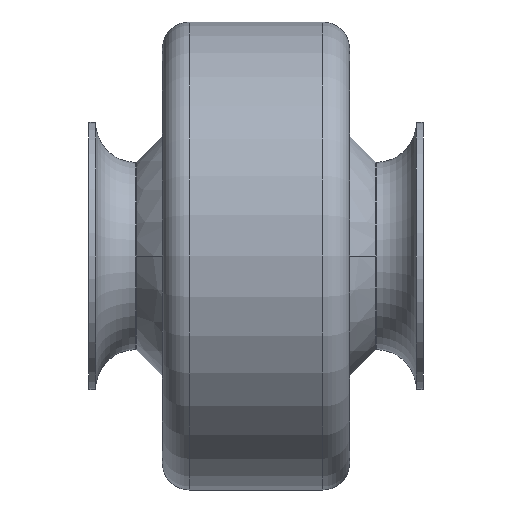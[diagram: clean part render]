
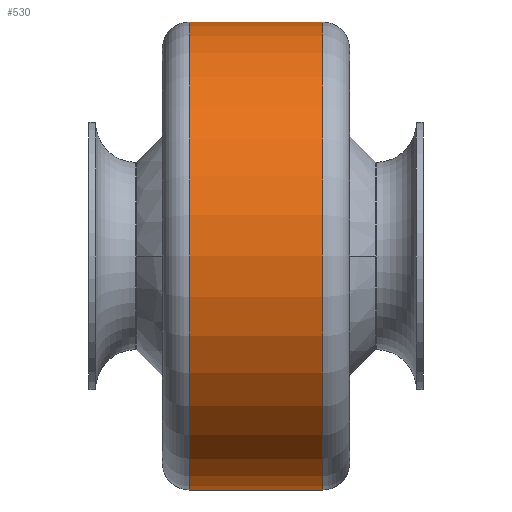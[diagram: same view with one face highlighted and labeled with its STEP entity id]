
A CAD part, left-side view. The second image highlights one B-rep face of the part: STEP entity #530.
In plain terms, the highlighted cylindrical face has radius 4.445 mm (diameter 8.89 mm), a partial arc.
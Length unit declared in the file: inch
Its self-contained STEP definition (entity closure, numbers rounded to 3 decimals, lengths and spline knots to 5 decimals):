
#107 = CARTESIAN_POINT ( 'NONE',  ( 0., -0.07, -0.175 ) ) ;
#117 = EDGE_CURVE ( 'NONE', #538, #639, #863, .T. ) ;
#130 = CIRCLE ( 'NONE', #739, 0.175 ) ;
#154 = EDGE_CURVE ( 'NONE', #1473, #1471, #337, .T. ) ;
#186 = FACE_OUTER_BOUND ( 'NONE', #1996, .T. ) ;
#220 = CARTESIAN_POINT ( 'NONE',  ( 0., 0.05, 0. ) ) ;
#337 = LINE ( 'NONE', #359, #2033 ) ;
#359 = CARTESIAN_POINT ( 'NONE',  ( 0., -0.07, 0.175 ) ) ;
#370 = CARTESIAN_POINT ( 'NONE',  ( 0., -0.05, -0.175 ) ) ;
#387 = VECTOR ( 'NONE', #901, 39.37008 ) ;
#399 = DIRECTION ( 'NONE',  ( 0., -1., 0. ) ) ;
#492 = DIRECTION ( 'NONE',  ( 0., 1., 0. ) ) ;
#530 = ADVANCED_FACE ( 'NONE', ( #186 ), #996, .T. ) ;
#538 = VERTEX_POINT ( 'NONE', #370 ) ;
#539 = AXIS2_PLACEMENT_3D ( 'NONE', #1917, #1856, #899 ) ;
#562 = EDGE_CURVE ( 'NONE', #538, #1473, #130, .T. ) ;
#639 = VERTEX_POINT ( 'NONE', #1793 ) ;
#739 = AXIS2_PLACEMENT_3D ( 'NONE', #1817, #492, #1618 ) ;
#792 = ORIENTED_EDGE ( 'NONE', *, *, #117, .F. ) ;
#798 = EDGE_CURVE ( 'NONE', #1471, #639, #1022, .T. ) ;
#863 = LINE ( 'NONE', #107, #387 ) ;
#899 = DIRECTION ( 'NONE',  ( 0., 0., 1. ) ) ;
#901 = DIRECTION ( 'NONE',  ( 0., 1., 0. ) ) ;
#996 = CYLINDRICAL_SURFACE ( 'NONE', #539, 0.175 ) ;
#1022 = CIRCLE ( 'NONE', #1579, 0.175 ) ;
#1177 = CARTESIAN_POINT ( 'NONE',  ( 0., -0.05, 0.175 ) ) ;
#1262 = ORIENTED_EDGE ( 'NONE', *, *, #562, .T. ) ;
#1314 = DIRECTION ( 'NONE',  ( 0., 1., 0. ) ) ;
#1471 = VERTEX_POINT ( 'NONE', #1490 ) ;
#1473 = VERTEX_POINT ( 'NONE', #1177 ) ;
#1490 = CARTESIAN_POINT ( 'NONE',  ( 0., 0.05, 0.175 ) ) ;
#1579 = AXIS2_PLACEMENT_3D ( 'NONE', #220, #399, #1649 ) ;
#1618 = DIRECTION ( 'NONE',  ( 0., 0., 1. ) ) ;
#1649 = DIRECTION ( 'NONE',  ( 0., 0., 1. ) ) ;
#1754 = ORIENTED_EDGE ( 'NONE', *, *, #154, .T. ) ;
#1793 = CARTESIAN_POINT ( 'NONE',  ( 0., 0.05, -0.175 ) ) ;
#1813 = ORIENTED_EDGE ( 'NONE', *, *, #798, .T. ) ;
#1817 = CARTESIAN_POINT ( 'NONE',  ( 0., -0.05, 0. ) ) ;
#1856 = DIRECTION ( 'NONE',  ( 0., 1., 0. ) ) ;
#1917 = CARTESIAN_POINT ( 'NONE',  ( 0., -0.07, 0. ) ) ;
#1996 = EDGE_LOOP ( 'NONE', ( #1754, #1813, #792, #1262 ) ) ;
#2033 = VECTOR ( 'NONE', #1314, 39.37008 ) ;
